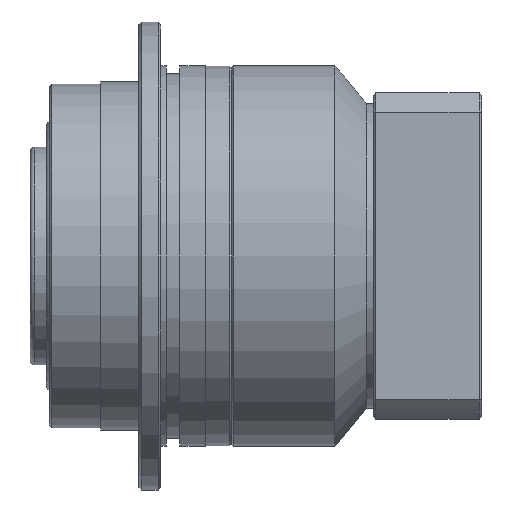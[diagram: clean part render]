
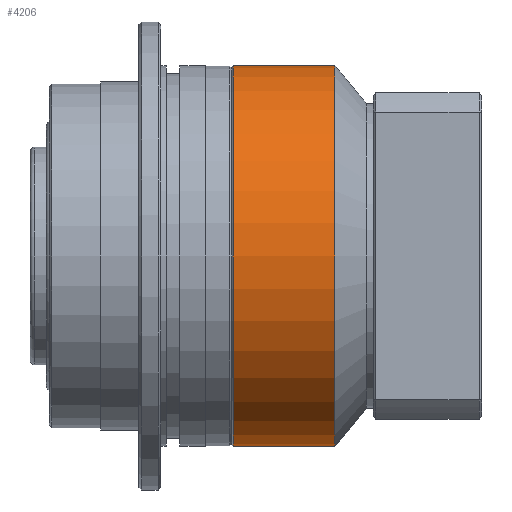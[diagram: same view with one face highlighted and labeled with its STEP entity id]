
A CAD part, front view. The second image highlights one B-rep face of the part: STEP entity #4206.
In plain terms, the highlighted cylindrical face has radius 35 mm (diameter 70 mm), a partial arc.
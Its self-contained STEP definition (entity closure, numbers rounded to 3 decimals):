
#349 = LINE ( 'NONE', #4495, #856 ) ;
#574 = ORIENTED_EDGE ( 'NONE', *, *, #3045, .T. ) ;
#581 = ORIENTED_EDGE ( 'NONE', *, *, #947, .F. ) ;
#816 = VERTEX_POINT ( 'NONE', #1989 ) ;
#856 = VECTOR ( 'NONE', #2764, 1000. ) ;
#947 = EDGE_CURVE ( 'NONE', #1782, #816, #3074, .T. ) ;
#1194 = ORIENTED_EDGE ( 'NONE', *, *, #5679, .T. ) ;
#1383 = EDGE_LOOP ( 'NONE', ( #581, #2748, #1194, #574 ) ) ;
#1597 = DIRECTION ( 'NONE',  ( -1., 0., 0. ) ) ;
#1758 = DIRECTION ( 'NONE',  ( 0., 0., 1. ) ) ;
#1781 = CARTESIAN_POINT ( 'NONE',  ( -182.884, 1.128, 0. ) ) ;
#1782 = VERTEX_POINT ( 'NONE', #4023 ) ;
#1793 = CARTESIAN_POINT ( 'NONE',  ( -163.884, 1.128, 35. ) ) ;
#1989 = CARTESIAN_POINT ( 'NONE',  ( -182.584, 1.128, -35. ) ) ;
#2160 = FACE_OUTER_BOUND ( 'NONE', #1383, .T. ) ;
#2280 = DIRECTION ( 'NONE',  ( 0., 0., 1. ) ) ;
#2586 = AXIS2_PLACEMENT_3D ( 'NONE', #5352, #4055, #2280 ) ;
#2748 = ORIENTED_EDGE ( 'NONE', *, *, #3417, .T. ) ;
#2764 = DIRECTION ( 'NONE',  ( -1., 0., 0. ) ) ;
#2828 = DIRECTION ( 'NONE',  ( 1., 0., 0. ) ) ;
#2852 = CARTESIAN_POINT ( 'NONE',  ( -182.584, 1.128, 0. ) ) ;
#3045 = EDGE_CURVE ( 'NONE', #5347, #816, #4230, .T. ) ;
#3074 = LINE ( 'NONE', #4255, #3215 ) ;
#3215 = VECTOR ( 'NONE', #1597, 1000. ) ;
#3257 = DIRECTION ( 'NONE',  ( 0., 0., -1. ) ) ;
#3261 = CIRCLE ( 'NONE', #2586, 35. ) ;
#3417 = EDGE_CURVE ( 'NONE', #1782, #3430, #3261, .T. ) ;
#3430 = VERTEX_POINT ( 'NONE', #1793 ) ;
#3559 = CYLINDRICAL_SURFACE ( 'NONE', #4228, 35. ) ;
#4023 = CARTESIAN_POINT ( 'NONE',  ( -163.884, 1.128, -35. ) ) ;
#4055 = DIRECTION ( 'NONE',  ( -1., 0., 0. ) ) ;
#4206 = ADVANCED_FACE ( 'NONE', ( #2160 ), #3559, .T. ) ;
#4228 = AXIS2_PLACEMENT_3D ( 'NONE', #1781, #4406, #1758 ) ;
#4230 = CIRCLE ( 'NONE', #4369, 35. ) ;
#4255 = CARTESIAN_POINT ( 'NONE',  ( -182.884, 1.128, -35. ) ) ;
#4369 = AXIS2_PLACEMENT_3D ( 'NONE', #2852, #2828, #3257 ) ;
#4406 = DIRECTION ( 'NONE',  ( -1., 0., 0. ) ) ;
#4495 = CARTESIAN_POINT ( 'NONE',  ( -182.884, 1.128, 35. ) ) ;
#4779 = CARTESIAN_POINT ( 'NONE',  ( -182.584, 1.128, 35. ) ) ;
#5347 = VERTEX_POINT ( 'NONE', #4779 ) ;
#5352 = CARTESIAN_POINT ( 'NONE',  ( -163.884, 1.128, 0. ) ) ;
#5679 = EDGE_CURVE ( 'NONE', #3430, #5347, #349, .T. ) ;
